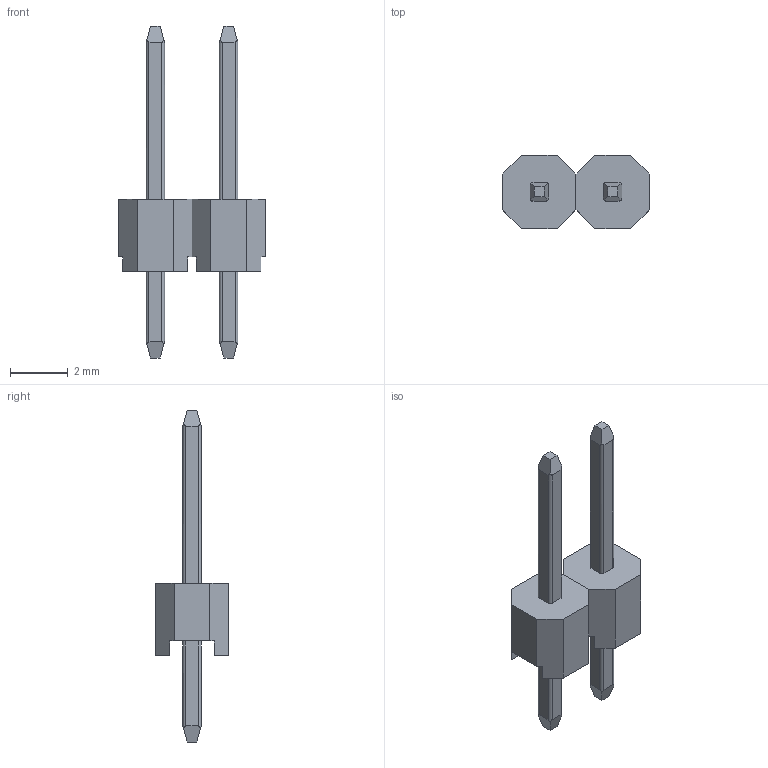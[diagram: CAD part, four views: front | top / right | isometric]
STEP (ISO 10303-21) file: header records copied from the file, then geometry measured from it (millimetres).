
FILE_DESCRIPTION (( 'STEP AP214' ), '1' );
FILE_NAME ('CONN-TH_HC-PZ254-11.5L-1X2PZ.STEP', '2025-11-13T03:09:50', ( '' ), ( '' ), 'SwSTEP 2.0', 'SolidWorks 2021', '' );
FILE_SCHEMA (( 'AUTOMOTIVE_DESIGN' ));
Length unit declared in the file: millimetre
Products named in the file (1): CONN-TH_HC-PZ254-11.5L-1X2PZ
Bounding box: 5.08 x 2.54 x 11.5 mm (x, y, z)
Volume: 31.4 mm3; surface area: 110.2 mm2
Topology: 2 solids, 2 shells, 304 faces, 831 edges, 554 vertices
Faces by surface type: plane 190, bspline 98, cylinder 16
Entity records: 13430 total; most frequent: CARTESIAN_POINT 3092, ORIENTED_EDGE 1662, DIRECTION 1029, EDGE_CURVE 831, LINE 583, VECTOR 583, VERTEX_POINT 554, EDGE_LOOP 327
